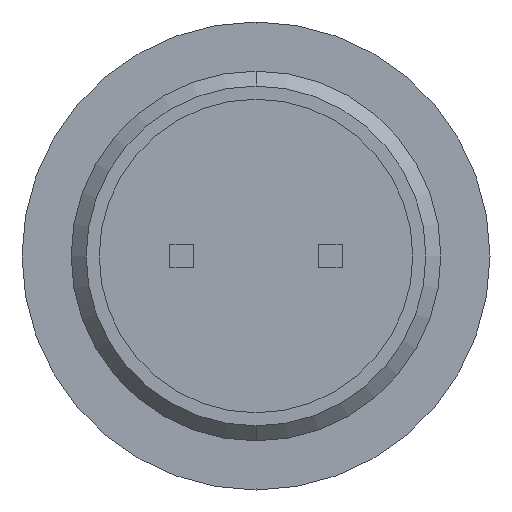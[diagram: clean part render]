
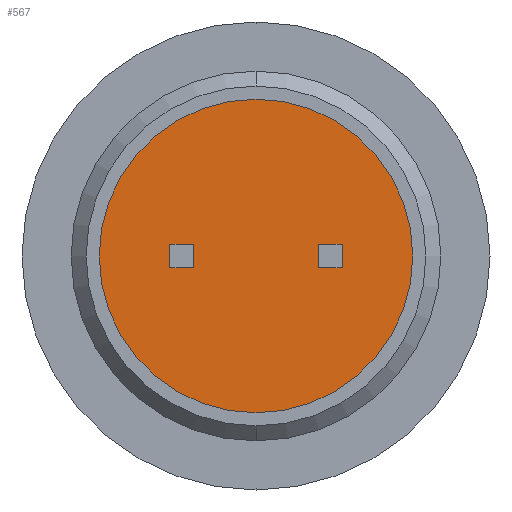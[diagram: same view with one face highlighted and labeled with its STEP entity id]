
A CAD part, front view. The second image highlights one B-rep face of the part: STEP entity #567.
In plain terms, the highlighted planar face has unit normal (0, -1, 0).
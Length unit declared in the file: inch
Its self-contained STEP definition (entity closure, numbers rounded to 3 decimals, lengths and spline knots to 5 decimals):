
#1 = EDGE_CURVE ( 'NONE', #473, #712, #79, .T. ) ;
#10 = VECTOR ( 'NONE', #488, 39.37008 ) ;
#15 = DIRECTION ( 'NONE',  ( 0., 0., -1. ) ) ;
#19 = VECTOR ( 'NONE', #72, 39.37008 ) ;
#21 = EDGE_LOOP ( 'NONE', ( #292, #321, #191, #661 ) ) ;
#28 = CARTESIAN_POINT ( 'NONE',  ( 0.0525, 0., 0.01 ) ) ;
#29 = ORIENTED_EDGE ( 'NONE', *, *, #309, .T. ) ;
#38 = CARTESIAN_POINT ( 'NONE',  ( -0.0725, 0., -0.01 ) ) ;
#54 = CARTESIAN_POINT ( 'NONE',  ( 0.0525, 0., -0.01 ) ) ;
#55 = CARTESIAN_POINT ( 'NONE',  ( 0., 0., 0. ) ) ;
#72 = DIRECTION ( 'NONE',  ( 1., 0., 0. ) ) ;
#79 = LINE ( 'NONE', #28, #590 ) ;
#80 = CARTESIAN_POINT ( 'NONE',  ( 0.0525, 0., 0.01 ) ) ;
#84 = LINE ( 'NONE', #573, #765 ) ;
#86 = EDGE_CURVE ( 'NONE', #472, #473, #719, .T. ) ;
#92 = CARTESIAN_POINT ( 'NONE',  ( 0., 0., 0. ) ) ;
#114 = DIRECTION ( 'NONE',  ( 0., 0., -1. ) ) ;
#115 = VERTEX_POINT ( 'NONE', #508 ) ;
#127 = ORIENTED_EDGE ( 'NONE', *, *, #159, .F. ) ;
#150 = DIRECTION ( 'NONE',  ( -1., 0., 0. ) ) ;
#156 = ORIENTED_EDGE ( 'NONE', *, *, #481, .F. ) ;
#159 = EDGE_CURVE ( 'NONE', #115, #604, #470, .T. ) ;
#163 = DIRECTION ( 'NONE',  ( 0., 0., -1. ) ) ;
#164 = DIRECTION ( 'NONE',  ( 0., 0., -1. ) ) ;
#179 = DIRECTION ( 'NONE',  ( -1., 0., 0. ) ) ;
#180 = EDGE_CURVE ( 'NONE', #703, #472, #543, .T. ) ;
#189 = AXIS2_PLACEMENT_3D ( 'NONE', #241, #409, #15 ) ;
#191 = ORIENTED_EDGE ( 'NONE', *, *, #86, .F. ) ;
#212 = CARTESIAN_POINT ( 'NONE',  ( -0.0525, 0., 0.01 ) ) ;
#220 = CARTESIAN_POINT ( 'NONE',  ( 0.0525, 0., -0.01 ) ) ;
#241 = CARTESIAN_POINT ( 'NONE',  ( 0., 0., 0. ) ) ;
#255 = CARTESIAN_POINT ( 'NONE',  ( 0.0725, 0., -0.01 ) ) ;
#263 = LINE ( 'NONE', #761, #730 ) ;
#266 = VECTOR ( 'NONE', #150, 39.37008 ) ;
#278 = ORIENTED_EDGE ( 'NONE', *, *, #841, .F. ) ;
#287 = CARTESIAN_POINT ( 'NONE',  ( -0.0525, 0., 0.01 ) ) ;
#292 = ORIENTED_EDGE ( 'NONE', *, *, #718, .F. ) ;
#309 = EDGE_CURVE ( 'NONE', #456, #648, #436, .T. ) ;
#318 = CARTESIAN_POINT ( 'NONE',  ( 0.0525, 0., 0.01 ) ) ;
#321 = ORIENTED_EDGE ( 'NONE', *, *, #1, .F. ) ;
#335 = CARTESIAN_POINT ( 'NONE',  ( 0., 0., 0.13189 ) ) ;
#356 = DIRECTION ( 'NONE',  ( 0., 0., 1. ) ) ;
#368 = CARTESIAN_POINT ( 'NONE',  ( 0., 0., -0.13189 ) ) ;
#392 = EDGE_CURVE ( 'NONE', #648, #456, #393, .T. ) ;
#393 = CIRCLE ( 'NONE', #503, 0.13189 ) ;
#409 = DIRECTION ( 'NONE',  ( 0., -1., 0. ) ) ;
#431 = ORIENTED_EDGE ( 'NONE', *, *, #392, .T. ) ;
#436 = CIRCLE ( 'NONE', #787, 0.13189 ) ;
#456 = VERTEX_POINT ( 'NONE', #335 ) ;
#467 = FACE_BOUND ( 'NONE', #663, .T. ) ;
#469 = CARTESIAN_POINT ( 'NONE',  ( -0.0725, 0., -0.01 ) ) ;
#470 = LINE ( 'NONE', #212, #534 ) ;
#472 = VERTEX_POINT ( 'NONE', #779 ) ;
#473 = VERTEX_POINT ( 'NONE', #318 ) ;
#481 = EDGE_CURVE ( 'NONE', #547, #115, #682, .T. ) ;
#485 = FACE_OUTER_BOUND ( 'NONE', #516, .T. ) ;
#488 = DIRECTION ( 'NONE',  ( 0., 0., 1. ) ) ;
#503 = AXIS2_PLACEMENT_3D ( 'NONE', #92, #556, #163 ) ;
#508 = CARTESIAN_POINT ( 'NONE',  ( -0.0525, 0., -0.01 ) ) ;
#511 = DIRECTION ( 'NONE',  ( 0., -1., 0. ) ) ;
#516 = EDGE_LOOP ( 'NONE', ( #431, #29 ) ) ;
#533 = ORIENTED_EDGE ( 'NONE', *, *, #657, .F. ) ;
#534 = VECTOR ( 'NONE', #356, 39.37008 ) ;
#543 = LINE ( 'NONE', #749, #10 ) ;
#547 = VERTEX_POINT ( 'NONE', #38 ) ;
#556 = DIRECTION ( 'NONE',  ( 0., -1., 0. ) ) ;
#567 = ADVANCED_FACE ( 'NONE', ( #843, #485, #467 ), #757, .T. ) ;
#573 = CARTESIAN_POINT ( 'NONE',  ( -0.0725, 0., 0.01 ) ) ;
#574 = DIRECTION ( 'NONE',  ( 0., 0., -1. ) ) ;
#590 = VECTOR ( 'NONE', #164, 39.37008 ) ;
#604 = VERTEX_POINT ( 'NONE', #287 ) ;
#612 = CARTESIAN_POINT ( 'NONE',  ( -0.0725, 0., 0.01 ) ) ;
#648 = VERTEX_POINT ( 'NONE', #368 ) ;
#657 = EDGE_CURVE ( 'NONE', #759, #547, #263, .T. ) ;
#661 = ORIENTED_EDGE ( 'NONE', *, *, #180, .F. ) ;
#663 = EDGE_LOOP ( 'NONE', ( #156, #533, #278, #127 ) ) ;
#669 = VECTOR ( 'NONE', #734, 39.37008 ) ;
#682 = LINE ( 'NONE', #469, #19 ) ;
#691 = LINE ( 'NONE', #220, #669 ) ;
#703 = VERTEX_POINT ( 'NONE', #255 ) ;
#712 = VERTEX_POINT ( 'NONE', #54 ) ;
#718 = EDGE_CURVE ( 'NONE', #712, #703, #691, .T. ) ;
#719 = LINE ( 'NONE', #80, #266 ) ;
#730 = VECTOR ( 'NONE', #574, 39.37008 ) ;
#734 = DIRECTION ( 'NONE',  ( 1., 0., 0. ) ) ;
#749 = CARTESIAN_POINT ( 'NONE',  ( 0.0725, 0., 0.01 ) ) ;
#757 = PLANE ( 'NONE',  #189 ) ;
#759 = VERTEX_POINT ( 'NONE', #612 ) ;
#761 = CARTESIAN_POINT ( 'NONE',  ( -0.0725, 0., 0.01 ) ) ;
#765 = VECTOR ( 'NONE', #179, 39.37008 ) ;
#779 = CARTESIAN_POINT ( 'NONE',  ( 0.0725, 0., 0.01 ) ) ;
#787 = AXIS2_PLACEMENT_3D ( 'NONE', #55, #511, #114 ) ;
#841 = EDGE_CURVE ( 'NONE', #604, #759, #84, .T. ) ;
#843 = FACE_BOUND ( 'NONE', #21, .T. ) ;
